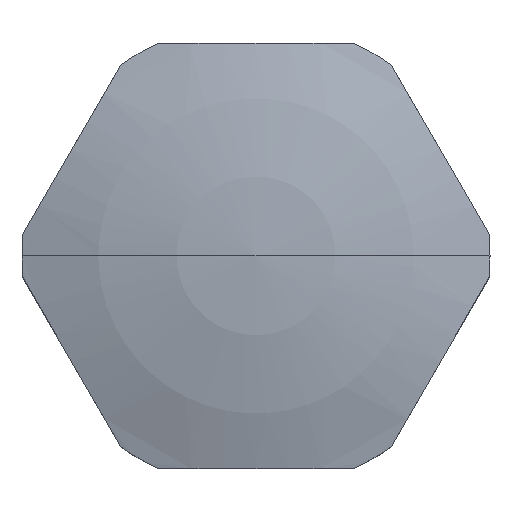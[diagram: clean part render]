
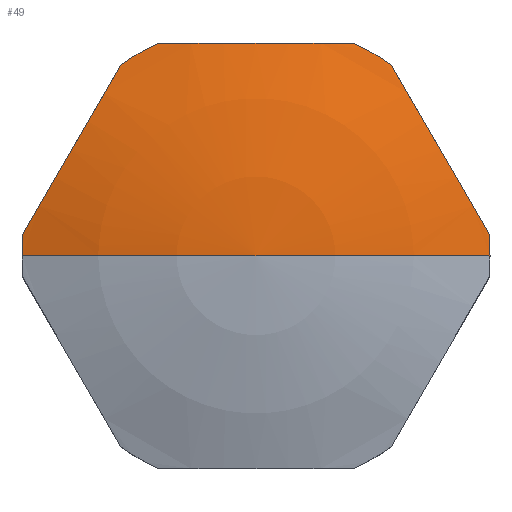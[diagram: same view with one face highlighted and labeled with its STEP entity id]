
A CAD part, top view. The second image highlights one B-rep face of the part: STEP entity #49.
In plain terms, the highlighted spherical face has radius 50 mm.
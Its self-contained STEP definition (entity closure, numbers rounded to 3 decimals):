
#49=ADVANCED_FACE('',(#115),#116,.T.);
#115=FACE_OUTER_BOUND('',#196,.T.);
#116=SPHERICAL_SURFACE('',#197,50.0);
#196=EDGE_LOOP('',(#271,#272,#273,#274,#275,#276,#277,#278,#279));
#197=AXIS2_PLACEMENT_3D('',#280,#281,#282);
#271=ORIENTED_EDGE('',*,*,#484,.T.);
#272=ORIENTED_EDGE('',*,*,#485,.T.);
#273=ORIENTED_EDGE('',*,*,#486,.F.);
#274=ORIENTED_EDGE('',*,*,#487,.F.);
#275=ORIENTED_EDGE('',*,*,#488,.F.);
#276=ORIENTED_EDGE('',*,*,#489,.F.);
#277=ORIENTED_EDGE('',*,*,#490,.F.);
#278=ORIENTED_EDGE('',*,*,#491,.F.);
#279=ORIENTED_EDGE('',*,*,#492,.F.);
#280=CARTESIAN_POINT('',(0.,0.,-35.));
#281=DIRECTION('',(0.0,0.0,1.0));
#282=DIRECTION('',(-1.0,0.,0.0));
#484=EDGE_CURVE('',#567,#568,#569,.T.);
#485=EDGE_CURVE('',#568,#570,#571,.T.);
#486=EDGE_CURVE('',#572,#570,#573,.T.);
#487=EDGE_CURVE('',#574,#572,#575,.T.);
#488=EDGE_CURVE('',#576,#574,#577,.T.);
#489=EDGE_CURVE('',#578,#576,#579,.T.);
#490=EDGE_CURVE('',#580,#578,#581,.T.);
#491=EDGE_CURVE('',#582,#580,#583,.T.);
#492=EDGE_CURVE('',#567,#582,#584,.T.);
#567=VERTEX_POINT('',#687);
#568=VERTEX_POINT('',#688);
#569=CIRCLE('',#689,50.0);
#570=VERTEX_POINT('',#690);
#571=CIRCLE('',#691,50.0);
#572=VERTEX_POINT('',#692);
#573=CIRCLE('',#693,16.5);
#574=VERTEX_POINT('',#694);
#575=CIRCLE('',#695,47.697);
#576=VERTEX_POINT('',#696);
#577=CIRCLE('',#697,16.5);
#578=VERTEX_POINT('',#698);
#579=CIRCLE('',#699,47.697);
#580=VERTEX_POINT('',#700);
#581=CIRCLE('',#701,16.5);
#582=VERTEX_POINT('',#702);
#583=CIRCLE('',#703,47.697);
#584=CIRCLE('',#704,16.5);
#687=CARTESIAN_POINT('',(-16.5,0.,12.199));
#688=CARTESIAN_POINT('',(0.,0.,15.0));
#689=AXIS2_PLACEMENT_3D('',#832,#833,#834);
#690=CARTESIAN_POINT('',(16.5,0.,12.199));
#691=AXIS2_PLACEMENT_3D('',#835,#836,#837);
#692=CARTESIAN_POINT('',(16.427,1.547,12.199));
#693=AXIS2_PLACEMENT_3D('',#838,#839,#840);
#694=CARTESIAN_POINT('',(9.553,13.453,12.199));
#695=AXIS2_PLACEMENT_3D('',#841,#842,#843);
#696=CARTESIAN_POINT('',(6.874,15.0,12.199));
#697=AXIS2_PLACEMENT_3D('',#844,#845,#846);
#698=CARTESIAN_POINT('',(-6.874,15.0,12.199));
#699=AXIS2_PLACEMENT_3D('',#847,#848,#849);
#700=CARTESIAN_POINT('',(-9.553,13.453,12.199));
#701=AXIS2_PLACEMENT_3D('',#850,#851,#852);
#702=CARTESIAN_POINT('',(-16.427,1.547,12.199));
#703=AXIS2_PLACEMENT_3D('',#853,#854,#855);
#704=AXIS2_PLACEMENT_3D('',#856,#857,#858);
#832=CARTESIAN_POINT('',(0.,0.,-35.));
#833=DIRECTION('',(0.,1.0,0.0));
#834=DIRECTION('',(0.0,-0.0,-1.0));
#835=CARTESIAN_POINT('',(0.,0.,-35.));
#836=DIRECTION('',(0.,1.0,0.0));
#837=DIRECTION('',(0.0,-0.0,-1.0));
#838=CARTESIAN_POINT('',(0.0,0.0,12.199));
#839=DIRECTION('',(0.0,0.0,-1.0));
#840=DIRECTION('',(1.0,0.0,0.0));
#841=CARTESIAN_POINT('',(12.99,7.5,-35.));
#842=DIRECTION('',(0.866,0.5,0.0));
#843=DIRECTION('',(0.0,0.0,-1.0));
#844=CARTESIAN_POINT('',(0.0,0.0,12.199));
#845=DIRECTION('',(0.0,0.0,-1.0));
#846=DIRECTION('',(1.0,0.0,0.0));
#847=CARTESIAN_POINT('',(0.,15.0,-35.));
#848=DIRECTION('',(0.,1.0,0.0));
#849=DIRECTION('',(0.0,0.0,-1.0));
#850=CARTESIAN_POINT('',(0.0,0.0,12.199));
#851=DIRECTION('',(0.0,0.0,-1.0));
#852=DIRECTION('',(1.0,0.0,0.0));
#853=CARTESIAN_POINT('',(-12.99,7.5,-35.));
#854=DIRECTION('',(-0.866,0.5,0.0));
#855=DIRECTION('',(0.0,0.0,-1.0));
#856=CARTESIAN_POINT('',(0.0,0.0,12.199));
#857=DIRECTION('',(0.0,0.0,-1.0));
#858=DIRECTION('',(1.0,0.0,0.0));
